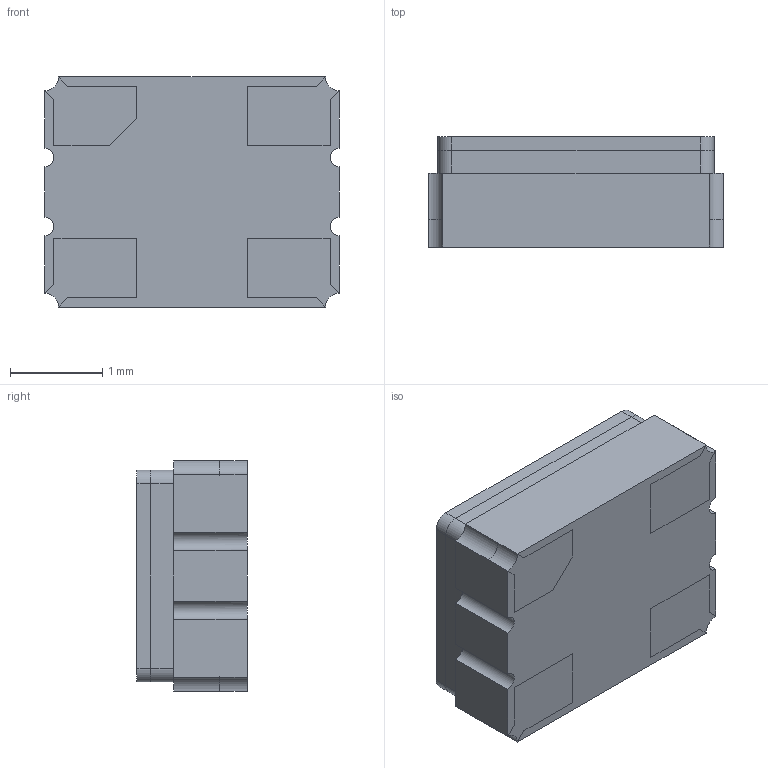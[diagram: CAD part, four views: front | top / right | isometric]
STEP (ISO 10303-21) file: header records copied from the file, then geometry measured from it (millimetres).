
FILE_DESCRIPTION (( 'STEP AP214' ), '1' );
FILE_NAME ('ASEKDV.STEP', '2020-08-06T12:20:06', ( '' ), ( '' ), 'SwSTEP 2.0', 'SolidWorks 2018', '' );
FILE_SCHEMA (( 'AUTOMOTIVE_DESIGN' ));
Length unit declared in the file: millimetre
Products named in the file (1): ASEKDV
Bounding box: 3.2 x 1.2 x 2.5 mm (x, y, z)
Volume: 9 mm3; surface area: 55.2 mm2
Topology: 13 solids, 13 shells, 218 faces, 556 edges, 356 vertices
Faces by surface type: plane 150, bspline 34, cylinder 30, torus 4
Entity records: 8782 total; most frequent: CARTESIAN_POINT 2725, ORIENTED_EDGE 1096, DIRECTION 934, EDGE_CURVE 548, VECTOR 412, LINE 412, VERTEX_POINT 356, AXIS2_PLACEMENT_3D 261
